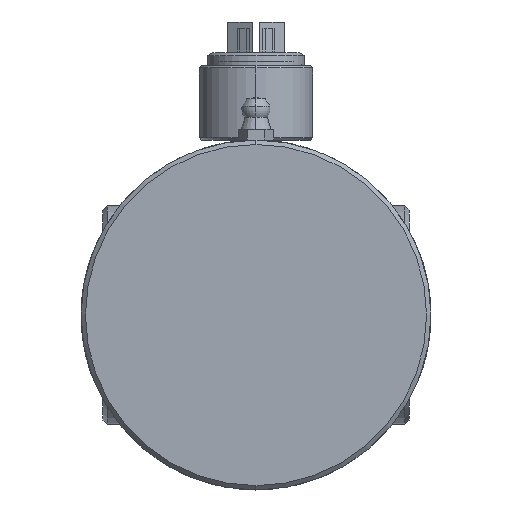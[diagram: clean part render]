
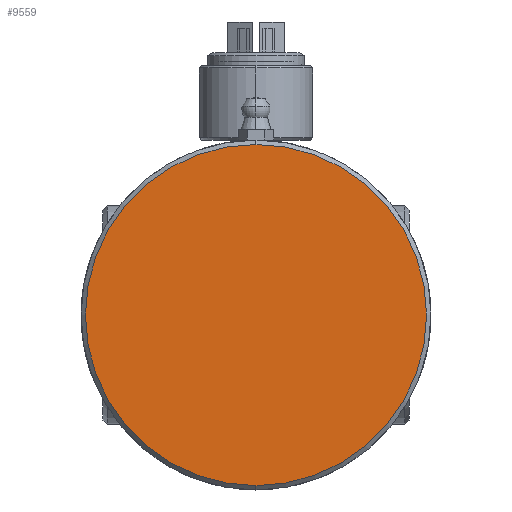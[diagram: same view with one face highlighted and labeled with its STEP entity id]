
A CAD part, left-side view. The second image highlights one B-rep face of the part: STEP entity #9559.
In plain terms, the highlighted planar face has unit normal (-1, 0, 0).
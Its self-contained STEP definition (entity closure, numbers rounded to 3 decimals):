
#855 = FACE_OUTER_BOUND ( 'NONE', #1964, .T. ) ;
#1018 = DIRECTION ( 'NONE',  ( -1., 0., 0. ) ) ;
#1048 = CARTESIAN_POINT ( 'NONE',  ( -48., 0., 39. ) ) ;
#1053 = PLANE ( 'NONE',  #1779 ) ;
#1470 = CIRCLE ( 'NONE', #6909, 39. ) ;
#1728 = CARTESIAN_POINT ( 'NONE',  ( -48., 0., 39. ) ) ;
#1779 = AXIS2_PLACEMENT_3D ( 'NONE', #1728, #7675, #5410 ) ;
#1833 = VERTEX_POINT ( 'NONE', #5820 ) ;
#1964 = EDGE_LOOP ( 'NONE', ( #7819, #5775 ) ) ;
#2037 = DIRECTION ( 'NONE',  ( -1., 0., 0. ) ) ;
#2393 = VERTEX_POINT ( 'NONE', #1048 ) ;
#2446 = AXIS2_PLACEMENT_3D ( 'NONE', #3567, #2037, #5831 ) ;
#2867 = EDGE_CURVE ( 'NONE', #2393, #1833, #2897, .T. ) ;
#2897 = CIRCLE ( 'NONE', #2446, 39. ) ;
#3224 = DIRECTION ( 'NONE',  ( 0., 0., 1. ) ) ;
#3567 = CARTESIAN_POINT ( 'NONE',  ( -48., 0., 0. ) ) ;
#5410 = DIRECTION ( 'NONE',  ( 0., 0., 1. ) ) ;
#5775 = ORIENTED_EDGE ( 'NONE', *, *, #2867, .T. ) ;
#5820 = CARTESIAN_POINT ( 'NONE',  ( -48., 0., -39. ) ) ;
#5831 = DIRECTION ( 'NONE',  ( 0., 0., 1. ) ) ;
#6909 = AXIS2_PLACEMENT_3D ( 'NONE', #7735, #1018, #3224 ) ;
#7217 = EDGE_CURVE ( 'NONE', #1833, #2393, #1470, .T. ) ;
#7675 = DIRECTION ( 'NONE',  ( -1., 0., 0. ) ) ;
#7735 = CARTESIAN_POINT ( 'NONE',  ( -48., 0., 0. ) ) ;
#7819 = ORIENTED_EDGE ( 'NONE', *, *, #7217, .T. ) ;
#9559 = ADVANCED_FACE ( 'NONE', ( #855 ), #1053, .T. ) ;
